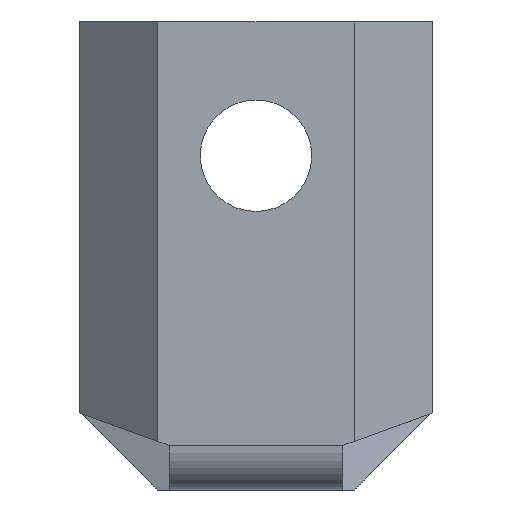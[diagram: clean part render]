
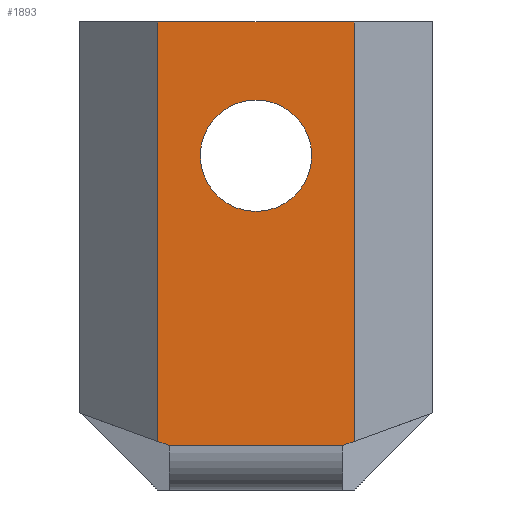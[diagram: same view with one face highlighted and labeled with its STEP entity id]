
A CAD part, front view. The second image highlights one B-rep face of the part: STEP entity #1893.
In plain terms, the highlighted planar face has unit normal (0, -1, 0).
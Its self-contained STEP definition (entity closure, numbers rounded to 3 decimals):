
#32 = EDGE_CURVE ( 'NONE', #966, #151, #2014, .T. ) ;
#79 = VECTOR ( 'NONE', #193, 1000. ) ;
#83 = VERTEX_POINT ( 'NONE', #1039 ) ;
#93 = EDGE_CURVE ( 'NONE', #151, #966, #1890, .T. ) ;
#100 = CARTESIAN_POINT ( 'NONE',  ( 0., 0., 15. ) ) ;
#103 = EDGE_CURVE ( 'NONE', #1485, #1745, #1781, .T. ) ;
#110 = FACE_BOUND ( 'NONE', #1740, .T. ) ;
#142 = VECTOR ( 'NONE', #1065, 1000. ) ;
#150 = DIRECTION ( 'NONE',  ( 0., 0., 1. ) ) ;
#151 = VERTEX_POINT ( 'NONE', #1734 ) ;
#162 = ORIENTED_EDGE ( 'NONE', *, *, #93, .F. ) ;
#193 = DIRECTION ( 'NONE',  ( -1., 0., 0. ) ) ;
#194 = VECTOR ( 'NONE', #1854, 1000. ) ;
#232 = ORIENTED_EDGE ( 'NONE', *, *, #103, .F. ) ;
#233 = ORIENTED_EDGE ( 'NONE', *, *, #1345, .T. ) ;
#264 = DIRECTION ( 'NONE',  ( 0., -1., 0. ) ) ;
#386 = VERTEX_POINT ( 'NONE', #1110 ) ;
#400 = CARTESIAN_POINT ( 'NONE',  ( -4.4, 0., 21. ) ) ;
#431 = LINE ( 'NONE', #668, #79 ) ;
#468 = DIRECTION ( 'NONE',  ( 0., 1., 0. ) ) ;
#653 = CARTESIAN_POINT ( 'NONE',  ( 0., 0., 12.5 ) ) ;
#668 = CARTESIAN_POINT ( 'NONE',  ( 3.9, 0., 2. ) ) ;
#690 = CARTESIAN_POINT ( 'NONE',  ( 4.4, 0., 21. ) ) ;
#703 = VERTEX_POINT ( 'NONE', #1897 ) ;
#722 = LINE ( 'NONE', #1620, #1575 ) ;
#799 = LINE ( 'NONE', #1265, #888 ) ;
#851 = EDGE_CURVE ( 'NONE', #1485, #83, #799, .T. ) ;
#854 = EDGE_LOOP ( 'NONE', ( #2064, #233, #232, #878, #1941, #1268 ) ) ;
#878 = ORIENTED_EDGE ( 'NONE', *, *, #851, .T. ) ;
#888 = VECTOR ( 'NONE', #1802, 1000. ) ;
#909 = AXIS2_PLACEMENT_3D ( 'NONE', #100, #1932, #150 ) ;
#930 = CARTESIAN_POINT ( 'NONE',  ( 0., 0., 15. ) ) ;
#966 = VERTEX_POINT ( 'NONE', #653 ) ;
#1039 = CARTESIAN_POINT ( 'NONE',  ( -4.4, 0., 21. ) ) ;
#1065 = DIRECTION ( 'NONE',  ( 0., 0., 1. ) ) ;
#1110 = CARTESIAN_POINT ( 'NONE',  ( -3.9, 0., 2. ) ) ;
#1119 = DIRECTION ( 'NONE',  ( 0.94, 0., 0.342 ) ) ;
#1135 = EDGE_CURVE ( 'NONE', #386, #1864, #1171, .T. ) ;
#1145 = CARTESIAN_POINT ( 'NONE',  ( -4.4, 0., 2.182 ) ) ;
#1171 = LINE ( 'NONE', #1525, #194 ) ;
#1265 = CARTESIAN_POINT ( 'NONE',  ( 3.9, 0., 21. ) ) ;
#1266 = DIRECTION ( 'NONE',  ( 0., 0., -1. ) ) ;
#1268 = ORIENTED_EDGE ( 'NONE', *, *, #1135, .F. ) ;
#1299 = FACE_OUTER_BOUND ( 'NONE', #854, .T. ) ;
#1345 = EDGE_CURVE ( 'NONE', #703, #1745, #722, .T. ) ;
#1447 = CARTESIAN_POINT ( 'NONE',  ( 4.4, 0., 21. ) ) ;
#1450 = AXIS2_PLACEMENT_3D ( 'NONE', #930, #264, #2105 ) ;
#1485 = VERTEX_POINT ( 'NONE', #690 ) ;
#1525 = CARTESIAN_POINT ( 'NONE',  ( -3.9, 0., 2. ) ) ;
#1575 = VECTOR ( 'NONE', #1119, 1000. ) ;
#1592 = AXIS2_PLACEMENT_3D ( 'NONE', #1971, #468, #1829 ) ;
#1620 = CARTESIAN_POINT ( 'NONE',  ( 7.9, 0., 3.456 ) ) ;
#1671 = EDGE_CURVE ( 'NONE', #1864, #83, #1699, .T. ) ;
#1699 = LINE ( 'NONE', #400, #142 ) ;
#1734 = CARTESIAN_POINT ( 'NONE',  ( 0., 0., 17.5 ) ) ;
#1740 = EDGE_LOOP ( 'NONE', ( #162, #1910 ) ) ;
#1745 = VERTEX_POINT ( 'NONE', #1762 ) ;
#1762 = CARTESIAN_POINT ( 'NONE',  ( 4.4, 0., 2.182 ) ) ;
#1781 = LINE ( 'NONE', #1447, #1850 ) ;
#1802 = DIRECTION ( 'NONE',  ( -1., 0., 0. ) ) ;
#1804 = PLANE ( 'NONE',  #1592 ) ;
#1829 = DIRECTION ( 'NONE',  ( 0., 0., 1. ) ) ;
#1850 = VECTOR ( 'NONE', #1266, 1000. ) ;
#1854 = DIRECTION ( 'NONE',  ( -0.94, 0., 0.342 ) ) ;
#1864 = VERTEX_POINT ( 'NONE', #1145 ) ;
#1890 = CIRCLE ( 'NONE', #1450, 2.5 ) ;
#1893 = ADVANCED_FACE ( 'NONE', ( #110, #1299 ), #1804, .F. ) ;
#1897 = CARTESIAN_POINT ( 'NONE',  ( 3.9, 0., 2. ) ) ;
#1910 = ORIENTED_EDGE ( 'NONE', *, *, #32, .F. ) ;
#1932 = DIRECTION ( 'NONE',  ( 0., -1., 0. ) ) ;
#1941 = ORIENTED_EDGE ( 'NONE', *, *, #1671, .F. ) ;
#1971 = CARTESIAN_POINT ( 'NONE',  ( 3.9, 0., 21. ) ) ;
#1973 = EDGE_CURVE ( 'NONE', #703, #386, #431, .T. ) ;
#2014 = CIRCLE ( 'NONE', #909, 2.5 ) ;
#2064 = ORIENTED_EDGE ( 'NONE', *, *, #1973, .F. ) ;
#2105 = DIRECTION ( 'NONE',  ( 0., 0., 1. ) ) ;
